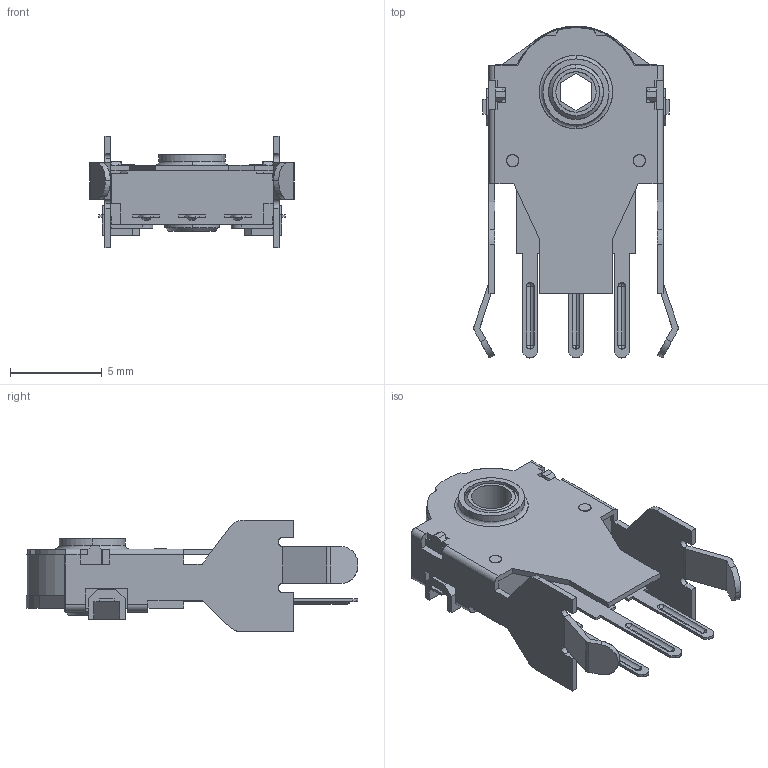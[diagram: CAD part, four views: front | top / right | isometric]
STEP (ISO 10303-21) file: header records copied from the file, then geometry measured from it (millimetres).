
FILE_DESCRIPTION (( 'STEP AP214' ), '1' );
FILE_NAME ('ec10e1220503.STEP', '2022-12-28T05:29:33', ( '' ), ( '' ), 'SwSTEP 2.0', 'SolidWorks 2022', '' );
FILE_SCHEMA (( 'AUTOMOTIVE_DESIGN' ));
Length unit declared in the file: inch
Products named in the file (1): ec10e1220503
Bounding box: 11.14 x 18.1 x 6.1 mm (x, y, z)
Surface area: 613.8 mm2 (no closed solid volume)
Topology: 0 solids, 334 shells, 339 faces, 1813 edges, 1796 vertices
Faces by surface type: plane 235, cylinder 68, bspline 26, cone 10
Entity records: 20045 total; most frequent: CARTESIAN_POINT 6677, DIRECTION 2481, ORIENTED_EDGE 1806, EDGE_CURVE 1801, VERTEX_POINT 1796, LINE 1417, VECTOR 1417, AXIS2_PLACEMENT_3D 532
